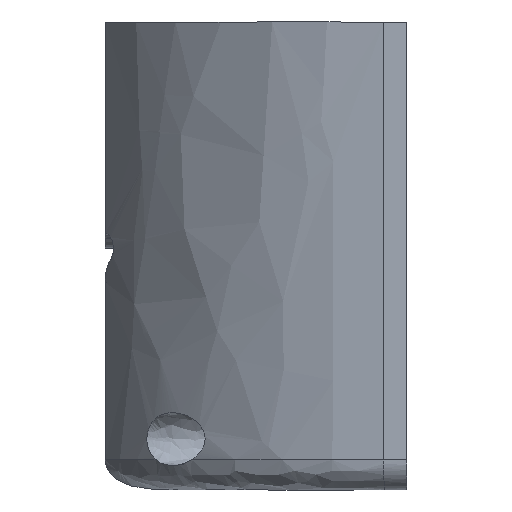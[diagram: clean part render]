
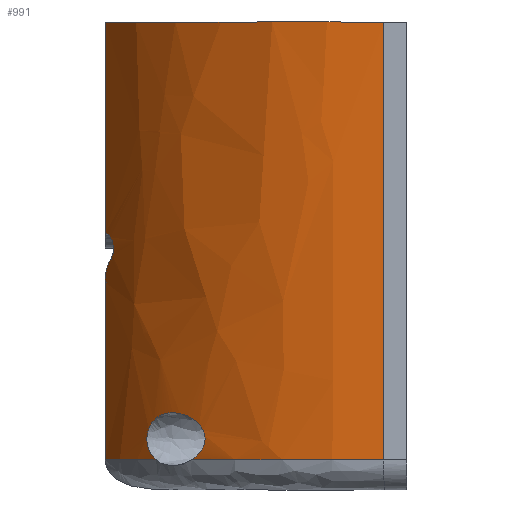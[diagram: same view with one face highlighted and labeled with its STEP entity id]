
A CAD part, left-side view. The second image highlights one B-rep face of the part: STEP entity #991.
In plain terms, the highlighted free-form (B-spline) face has degree [3, 1] with [4, 2] control points.
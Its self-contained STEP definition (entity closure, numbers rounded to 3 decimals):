
#34=LINE('',#1437,#92);
#40=LINE('',#1508,#98);
#52=LINE('',#1551,#110);
#92=VECTOR('',#1125,1000.);
#98=VECTOR('',#1139,1000.);
#110=VECTOR('',#1157,1000.);
#171=B_SPLINE_CURVE_WITH_KNOTS('',3,(#1404,#1405,#1406,#1407,#1408,#1409,
#1410,#1411,#1412,#1413),.UNSPECIFIED.,.F.,.F.,(4,1,1,1,1,1,1,4),(0.008,
0.01,0.01,0.011,0.012,
0.012,0.013,0.014),.UNSPECIFIED.);
#173=B_SPLINE_CURVE_WITH_KNOTS('',3,(#1466,#1467,#1468,#1469,#1470,#1471,
#1472,#1473),.UNSPECIFIED.,.F.,.F.,(4,1,1,1,1,4),(0.003,0.005,
0.005,0.006,0.007,0.008),
 .UNSPECIFIED.);
#177=B_SPLINE_CURVE_WITH_KNOTS('',3,(#1583,#1584,#1585,#1586,#1587,#1588,
#1589),.UNSPECIFIED.,.F.,.F.,(4,1,1,1,4),(0.,0.001,
0.002,0.002,0.003),
 .UNSPECIFIED.);
#180=B_SPLINE_CURVE_WITH_KNOTS('',3,(#1733,#1734,#1735,#1736),
 .UNSPECIFIED.,.F.,.F.,(4,4),(0.,0.002),
 .UNSPECIFIED.);
#345=ORIENTED_EDGE('',*,*,#535,.F.);
#346=ORIENTED_EDGE('',*,*,#620,.T.);
#347=ORIENTED_EDGE('',*,*,#543,.F.);
#348=ORIENTED_EDGE('',*,*,#528,.F.);
#349=ORIENTED_EDGE('',*,*,#621,.T.);
#350=ORIENTED_EDGE('',*,*,#549,.F.);
#351=ORIENTED_EDGE('',*,*,#622,.F.);
#352=ORIENTED_EDGE('',*,*,#564,.T.);
#353=ORIENTED_EDGE('',*,*,#573,.T.);
#354=ORIENTED_EDGE('',*,*,#623,.T.);
#528=EDGE_CURVE('',#682,#683,#171,.F.);
#535=EDGE_CURVE('',#689,#690,#34,.T.);
#543=EDGE_CURVE('',#683,#695,#173,.F.);
#549=EDGE_CURVE('',#697,#698,#40,.T.);
#564=EDGE_CURVE('',#713,#712,#52,.T.);
#573=EDGE_CURVE('',#712,#721,#177,.T.);
#620=EDGE_CURVE('',#689,#695,#803,.F.);
#621=EDGE_CURVE('',#682,#698,#804,.F.);
#622=EDGE_CURVE('',#713,#697,#805,.T.);
#623=EDGE_CURVE('',#721,#690,#180,.T.);
#682=VERTEX_POINT('',#1414);
#683=VERTEX_POINT('',#1415);
#689=VERTEX_POINT('',#1436);
#690=VERTEX_POINT('',#1438);
#695=VERTEX_POINT('',#1474);
#697=VERTEX_POINT('',#1509);
#698=VERTEX_POINT('',#1510);
#712=VERTEX_POINT('',#1550);
#713=VERTEX_POINT('',#1552);
#721=VERTEX_POINT('',#1582);
#803=CIRCLE('',#1079,21.772);
#804=CIRCLE('',#1080,21.772);
#805=CIRCLE('',#1081,21.772);
#837=EDGE_LOOP('',(#345,#346,#347,#348,#349,#350,#351,#352,#353,#354));
#899=FACE_BOUND('',#837,.T.);
#945=(
BOUNDED_SURFACE()
B_SPLINE_SURFACE(3,1,((#1722,#1723),(#1724,#1725),(#1726,#1727),(#1728,
#1729)),.CYLINDRICAL_SURF.,.F.,.F.,.F.)
B_SPLINE_SURFACE_WITH_KNOTS((4,4),(2,2),(0.,1.),(0.,1.),
 .PIECEWISE_BEZIER_KNOTS.)
GEOMETRIC_REPRESENTATION_ITEM()
RATIONAL_B_SPLINE_SURFACE(((1.,1.),(0.838,0.838),
(0.838,0.838),(1.,1.)))
REPRESENTATION_ITEM('')
SURFACE()
);
#991=ADVANCED_FACE('',(#899),#945,.T.);
#1079=AXIS2_PLACEMENT_3D('',#1730,#1237,#1238);
#1080=AXIS2_PLACEMENT_3D('',#1731,#1239,#1240);
#1081=AXIS2_PLACEMENT_3D('',#1732,#1241,#1242);
#1125=DIRECTION('',(0.,0.,1.));
#1139=DIRECTION('',(0.,0.,-1.));
#1157=DIRECTION('',(0.,0.,-1.));
#1237=DIRECTION('',(0.,0.,-1.));
#1238=DIRECTION('',(-1.,0.,0.));
#1239=DIRECTION('',(0.,0.,-1.));
#1240=DIRECTION('',(-1.,0.,0.));
#1241=DIRECTION('',(0.,0.,1.));
#1242=DIRECTION('',(1.,0.,0.));
#1404=CARTESIAN_POINT('',(-16.,5.531,-10.875));
#1405=CARTESIAN_POINT('',(-16.308,5.197,-10.875));
#1406=CARTESIAN_POINT('',(-16.752,4.683,-10.992));
#1407=CARTESIAN_POINT('',(-17.26,4.04,-11.377));
#1408=CARTESIAN_POINT('',(-17.583,3.608,-11.806));
#1409=CARTESIAN_POINT('',(-17.785,3.323,-12.425));
#1410=CARTESIAN_POINT('',(-17.717,3.421,-13.137));
#1411=CARTESIAN_POINT('',(-17.445,3.796,-13.659));
#1412=CARTESIAN_POINT('',(-17.21,4.103,-13.9));
#1413=CARTESIAN_POINT('',(-17.083,4.264,-14.));
#1414=CARTESIAN_POINT('',(-17.083,4.264,-14.));
#1415=CARTESIAN_POINT('',(-16.,5.531,-10.875));
#1436=CARTESIAN_POINT('',(-10.2,10.,-14.));
#1437=CARTESIAN_POINT('',(-10.2,10.,-16.));
#1438=CARTESIAN_POINT('',(-10.2,10.,-2.236));
#1466=CARTESIAN_POINT('',(-14.917,6.624,-14.));
#1467=CARTESIAN_POINT('',(-14.65,6.875,-13.789));
#1468=CARTESIAN_POINT('',(-14.295,7.188,-13.31));
#1469=CARTESIAN_POINT('',(-14.219,7.253,-12.448));
#1470=CARTESIAN_POINT('',(-14.457,7.047,-11.64));
#1471=CARTESIAN_POINT('',(-15.129,6.438,-11.007));
#1472=CARTESIAN_POINT('',(-15.714,5.84,-10.875));
#1473=CARTESIAN_POINT('',(-16.,5.531,-10.875));
#1474=CARTESIAN_POINT('',(-14.917,6.624,-14.));
#1508=CARTESIAN_POINT('',(-21.759,-8.47,38.505));
#1509=CARTESIAN_POINT('',(-21.759,-8.47,15.));
#1510=CARTESIAN_POINT('',(-21.759,-8.47,-14.));
#1550=CARTESIAN_POINT('',(-10.2,10.,1.));
#1551=CARTESIAN_POINT('',(-10.2,10.,38.505));
#1552=CARTESIAN_POINT('',(-10.2,10.,15.));
#1582=CARTESIAN_POINT('',(-10.867,9.631,-0.745));
#1583=CARTESIAN_POINT('',(-10.2,10.,1.));
#1584=CARTESIAN_POINT('',(-10.39,9.899,1.));
#1585=CARTESIAN_POINT('',(-10.759,9.696,0.894));
#1586=CARTESIAN_POINT('',(-11.176,9.45,0.433));
#1587=CARTESIAN_POINT('',(-11.243,9.41,-0.247));
#1588=CARTESIAN_POINT('',(-11.014,9.547,-0.614));
#1589=CARTESIAN_POINT('',(-10.867,9.631,-0.745));
#1722=CARTESIAN_POINT('',(-21.516,-12.56,16.45));
#1723=CARTESIAN_POINT('',(-21.516,-12.56,-15.45));
#1724=CARTESIAN_POINT('',(-23.246,-1.367,16.45));
#1725=CARTESIAN_POINT('',(-23.246,-1.367,-15.45));
#1726=CARTESIAN_POINT('',(-17.238,8.233,16.45));
#1727=CARTESIAN_POINT('',(-17.238,8.233,-15.45));
#1728=CARTESIAN_POINT('',(-6.415,11.571,16.45));
#1729=CARTESIAN_POINT('',(-6.415,11.571,-15.45));
#1730=CARTESIAN_POINT('',(0.,-9.235,-14.));
#1731=CARTESIAN_POINT('',(0.,-9.235,-14.));
#1732=CARTESIAN_POINT('',(0.,-9.235,15.));
#1733=CARTESIAN_POINT('',(-10.867,9.631,-0.745));
#1734=CARTESIAN_POINT('',(-10.468,9.861,-1.102));
#1735=CARTESIAN_POINT('',(-10.2,10.,-1.653));
#1736=CARTESIAN_POINT('',(-10.2,10.,-2.236));
